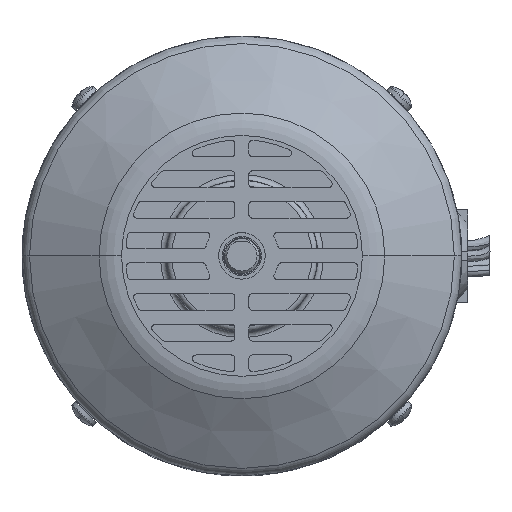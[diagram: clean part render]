
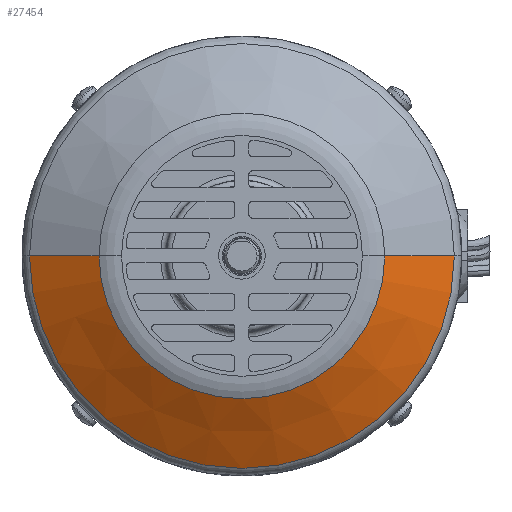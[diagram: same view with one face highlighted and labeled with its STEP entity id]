
A CAD part, top view. The second image highlights one B-rep face of the part: STEP entity #27454.
In plain terms, the highlighted conical face has half-angle 60 degrees and reference radius 57.998 mm.
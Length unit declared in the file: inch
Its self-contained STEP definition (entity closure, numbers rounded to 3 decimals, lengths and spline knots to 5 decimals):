
#994 = CIRCLE ( 'NONE', #18570, 2.2834 ) ;
#1693 = CIRCLE ( 'NONE', #18628, 1.5359 ) ;
#2939 = CARTESIAN_POINT ( 'NONE',  ( -2.2834, 0., 5.82615 ) ) ;
#3964 = ORIENTED_EDGE ( 'NONE', *, *, #32839, .T. ) ;
#7136 = VERTEX_POINT ( 'NONE', #2939 ) ;
#7545 = ORIENTED_EDGE ( 'NONE', *, *, #37219, .T. ) ;
#8223 = DIRECTION ( 'NONE',  ( -1., 0., 0. ) ) ;
#10109 = VERTEX_POINT ( 'NONE', #22554 ) ;
#15263 = VECTOR ( 'NONE', #20059, 39.37008 ) ;
#16038 = EDGE_CURVE ( 'NONE', #24808, #26499, #30638, .T. ) ;
#16823 = CARTESIAN_POINT ( 'NONE',  ( -2.2834, 0., 5.82615 ) ) ;
#17653 = DIRECTION ( 'NONE',  ( 0., 0., -1. ) ) ;
#17937 = CARTESIAN_POINT ( 'NONE',  ( 1.5359, 0., 6.25772 ) ) ;
#18067 = CARTESIAN_POINT ( 'NONE',  ( 0., 0., 5.82615 ) ) ;
#18570 = AXIS2_PLACEMENT_3D ( 'NONE', #18067, #41074, #21301 ) ;
#18625 = ORIENTED_EDGE ( 'NONE', *, *, #16038, .F. ) ;
#18628 = AXIS2_PLACEMENT_3D ( 'NONE', #37371, #17653, #40652 ) ;
#20059 = DIRECTION ( 'NONE',  ( -0.866, 0., -0.5 ) ) ;
#21301 = DIRECTION ( 'NONE',  ( -1., 0., 0. ) ) ;
#22554 = CARTESIAN_POINT ( 'NONE',  ( -1.5359, 0., 6.25772 ) ) ;
#23989 = CARTESIAN_POINT ( 'NONE',  ( 2.2834, 0., 5.82615 ) ) ;
#24344 = EDGE_LOOP ( 'NONE', ( #18625, #3964, #7545, #24771 ) ) ;
#24771 = ORIENTED_EDGE ( 'NONE', *, *, #32910, .F. ) ;
#24808 = VERTEX_POINT ( 'NONE', #17937 ) ;
#26499 = VERTEX_POINT ( 'NONE', #36676 ) ;
#27454 = ADVANCED_FACE ( 'NONE', ( #35491 ), #34650, .T. ) ;
#28007 = AXIS2_PLACEMENT_3D ( 'NONE', #30828, #34243, #8223 ) ;
#30476 = VECTOR ( 'NONE', #30584, 39.37008 ) ;
#30584 = DIRECTION ( 'NONE',  ( 0.866, 0., -0.5 ) ) ;
#30638 = LINE ( 'NONE', #23989, #30476 ) ;
#30828 = CARTESIAN_POINT ( 'NONE',  ( 0., 0., 5.82615 ) ) ;
#32839 = EDGE_CURVE ( 'NONE', #24808, #10109, #1693, .T. ) ;
#32910 = EDGE_CURVE ( 'NONE', #26499, #7136, #994, .T. ) ;
#34243 = DIRECTION ( 'NONE',  ( 0., 0., -1. ) ) ;
#34650 = CONICAL_SURFACE ( 'NONE', #28007, 2.2834, 1.047 ) ;
#35491 = FACE_OUTER_BOUND ( 'NONE', #24344, .T. ) ;
#36676 = CARTESIAN_POINT ( 'NONE',  ( 2.2834, 0., 5.82615 ) ) ;
#37219 = EDGE_CURVE ( 'NONE', #10109, #7136, #37989, .T. ) ;
#37371 = CARTESIAN_POINT ( 'NONE',  ( 0., 0., 6.25772 ) ) ;
#37989 = LINE ( 'NONE', #16823, #15263 ) ;
#40652 = DIRECTION ( 'NONE',  ( -1., 0., 0. ) ) ;
#41074 = DIRECTION ( 'NONE',  ( 0., 0., -1. ) ) ;
